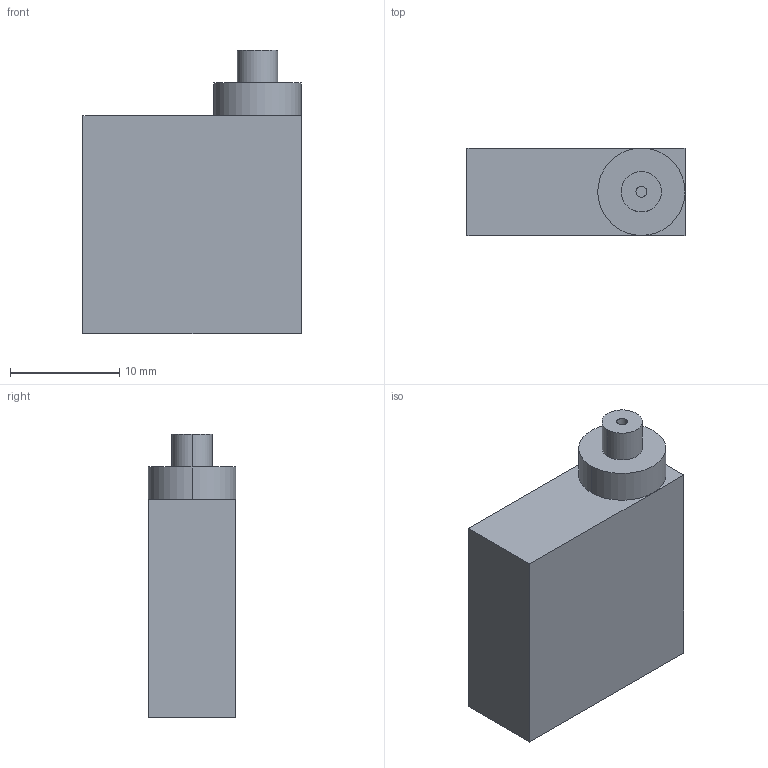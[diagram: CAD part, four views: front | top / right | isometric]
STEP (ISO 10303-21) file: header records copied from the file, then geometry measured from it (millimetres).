
FILE_DESCRIPTION (( 'STEP AP203' ), '1' );
FILE_NAME ('Mecanismo_Servo_Predeterminado_sldprt.STEP', '2024-07-23T21:01:16', ( '' ), ( '' ), 'SwSTEP 2.0', 'SolidWorks 2018', '' );
FILE_SCHEMA (( 'CONFIG_CONTROL_DESIGN' ));
Length unit declared in the file: centimetre
Products named in the file (1): Mecanismo_Servo_Predeterminado_sldprt
Bounding box: 20 x 8 x 26 mm (x, y, z)
Volume: 3379.1 mm3; surface area: 1566 mm2
Topology: 1 solids, 1 shells, 17 faces, 35 edges, 22 vertices
Faces by surface type: plane 11, cylinder 6
Entity records: 528 total; most frequent: DIRECTION 85, CARTESIAN_POINT 75, ORIENTED_EDGE 70, EDGE_CURVE 35, AXIS2_PLACEMENT_3D 32, VERTEX_POINT 22, VECTOR 21, LINE 21
